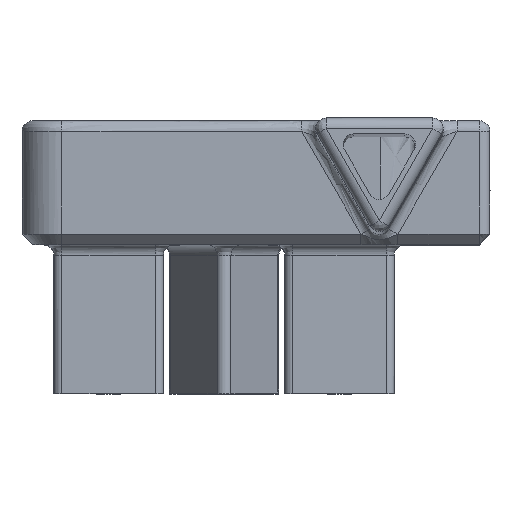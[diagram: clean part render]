
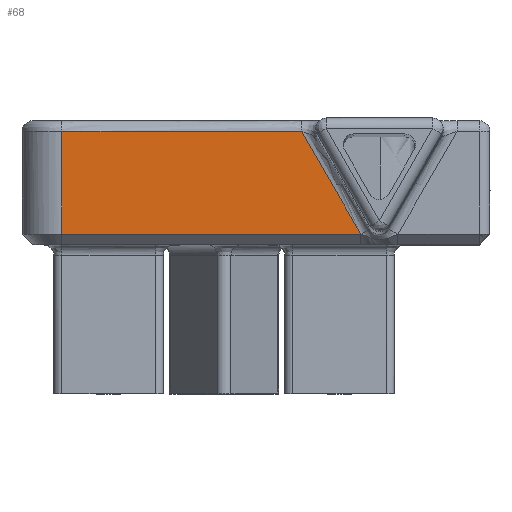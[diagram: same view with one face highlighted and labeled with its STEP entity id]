
A CAD part, top view. The second image highlights one B-rep face of the part: STEP entity #68.
In plain terms, the highlighted planar face has unit normal (0, 0, 1).
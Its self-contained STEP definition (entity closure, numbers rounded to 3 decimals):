
#68=ADVANCED_FACE('',(#300),#3446,.T.);
#300=FACE_OUTER_BOUND('',#539,.T.);
#539=EDGE_LOOP('',(#1005,#1006,#1007,#1008));
#1005=ORIENTED_EDGE('',*,*,#2128,.T.);
#1006=ORIENTED_EDGE('',*,*,#2044,.T.);
#1007=ORIENTED_EDGE('',*,*,#1959,.F.);
#1008=ORIENTED_EDGE('',*,*,#2045,.T.);
#1959=EDGE_CURVE('',#3129,#3118,#2503,.T.);
#2044=EDGE_CURVE('',#3274,#3118,#2571,.T.);
#2045=EDGE_CURVE('',#3129,#3273,#2572,.T.);
#2128=EDGE_CURVE('',#3273,#3274,#2633,.T.);
#2503=B_SPLINE_CURVE_WITH_KNOTS('',1,(#9362,#9363),.UNSPECIFIED.,.F.,.F.,
(2,2),(-9.667,0.),.UNSPECIFIED.);
#2571=B_SPLINE_CURVE_WITH_KNOTS('',1,(#9612,#9613),.UNSPECIFIED.,.F.,.F.,
(2,2),(-22.528,0.),.UNSPECIFIED.);
#2572=B_SPLINE_CURVE_WITH_KNOTS('',1,(#9614,#9615),.UNSPECIFIED.,.F.,.F.,
(2,2),(-28.109,0.),.UNSPECIFIED.);
#2633=B_SPLINE_CURVE_WITH_KNOTS('',1,(#9820,#9821),.UNSPECIFIED.,.F.,.F.,
(2,2),(-11.163,0.),.UNSPECIFIED.);
#3118=VERTEX_POINT('',#8809);
#3129=VERTEX_POINT('',#8820);
#3273=VERTEX_POINT('',#8964);
#3274=VERTEX_POINT('',#8965);
#3446=PLANE('',#3689);
#3689=AXIS2_PLACEMENT_3D('',#4898,#3776,$);
#3776=DIRECTION('',(0.,0.,1.));
#4898=CARTESIAN_POINT('',(-18.054,44.207,-140.525));
#8809=CARTESIAN_POINT('',(-15.242,54.842,-140.525));
#8820=CARTESIAN_POINT('',(-15.242,45.175,-140.525));
#8964=CARTESIAN_POINT('',(12.867,45.175,-140.525));
#8965=CARTESIAN_POINT('',(7.285,54.842,-140.525));
#9362=CARTESIAN_POINT('',(-15.242,45.175,-140.525));
#9363=CARTESIAN_POINT('',(-15.242,54.842,-140.525));
#9612=CARTESIAN_POINT('',(7.285,54.842,-140.525));
#9613=CARTESIAN_POINT('',(-15.242,54.842,-140.525));
#9614=CARTESIAN_POINT('',(-15.242,45.175,-140.525));
#9615=CARTESIAN_POINT('',(12.867,45.175,-140.525));
#9820=CARTESIAN_POINT('',(12.867,45.175,-140.525));
#9821=CARTESIAN_POINT('',(7.285,54.842,-140.525));
